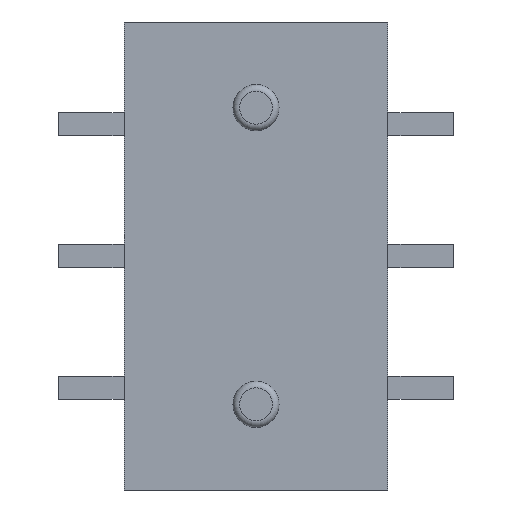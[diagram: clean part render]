
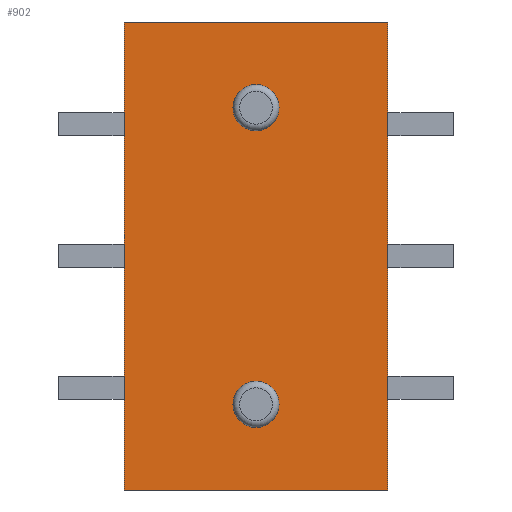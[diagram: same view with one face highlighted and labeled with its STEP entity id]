
A CAD part, front view. The second image highlights one B-rep face of the part: STEP entity #902.
In plain terms, the highlighted planar face has unit normal (0, -1, 0).
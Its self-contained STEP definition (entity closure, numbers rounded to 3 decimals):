
#48=FACE_OUTER_BOUND('',#110,.T.);
#110=EDGE_LOOP('',(#625,#626,#627,#628));
#173=LINE('',#1330,#283);
#177=LINE('',#1338,#287);
#180=LINE('',#1344,#290);
#183=LINE('',#1349,#293);
#283=VECTOR('',#1073,10.);
#287=VECTOR('',#1079,10.);
#290=VECTOR('',#1084,10.);
#293=VECTOR('',#1089,10.);
#389=VERTEX_POINT('',#1328);
#390=VERTEX_POINT('',#1329);
#393=VERTEX_POINT('',#1337);
#395=VERTEX_POINT('',#1343);
#473=EDGE_CURVE('',#389,#390,#173,.T.);
#477=EDGE_CURVE('',#390,#393,#177,.T.);
#480=EDGE_CURVE('',#393,#395,#180,.T.);
#483=EDGE_CURVE('',#395,#389,#183,.T.);
#625=ORIENTED_EDGE('',*,*,#483,.T.);
#626=ORIENTED_EDGE('',*,*,#473,.T.);
#627=ORIENTED_EDGE('',*,*,#477,.T.);
#628=ORIENTED_EDGE('',*,*,#480,.T.);
#831=PLANE('',#986);
#902=ADVANCED_FACE('',(#48),#831,.F.);
#986=AXIS2_PLACEMENT_3D('',#1352,#1093,#1094);
#1073=DIRECTION('',(0.,0.,-1.));
#1079=DIRECTION('',(1.,0.,0.));
#1084=DIRECTION('',(0.,0.,1.));
#1089=DIRECTION('',(-1.,0.,0.));
#1093=DIRECTION('center_axis',(0.,1.,0.));
#1094=DIRECTION('ref_axis',(1.,0.,0.));
#1328=CARTESIAN_POINT('',(-2.,0.,3.55));
#1329=CARTESIAN_POINT('',(-2.,0.,-3.55));
#1330=CARTESIAN_POINT('',(-2.,0.,3.55));
#1337=CARTESIAN_POINT('',(2.,0.,-3.55));
#1338=CARTESIAN_POINT('',(-2.,0.,-3.55));
#1343=CARTESIAN_POINT('',(2.,0.,3.55));
#1344=CARTESIAN_POINT('',(2.,0.,-3.55));
#1349=CARTESIAN_POINT('',(2.,0.,3.55));
#1352=CARTESIAN_POINT('Origin',(0.,0.,0.));
